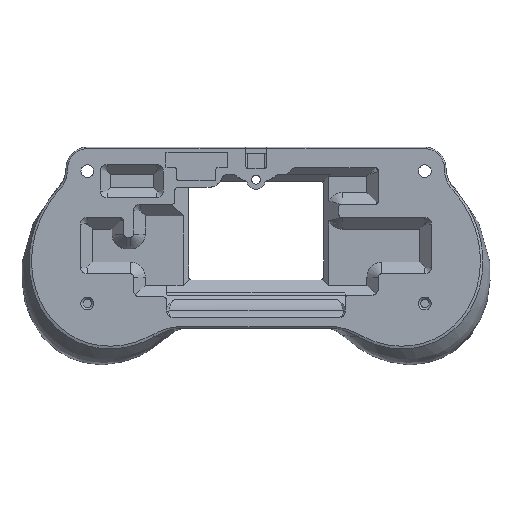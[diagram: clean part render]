
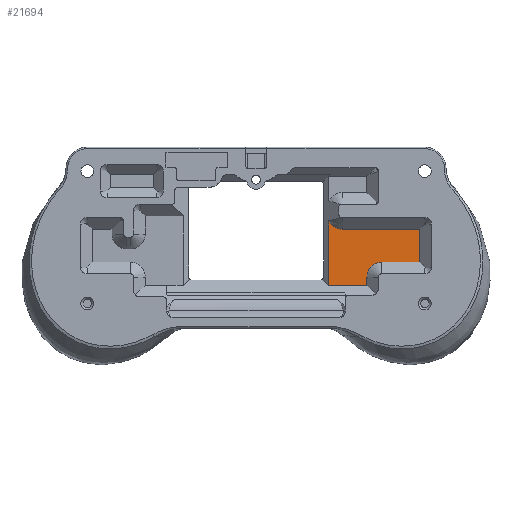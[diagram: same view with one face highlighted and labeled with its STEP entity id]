
A CAD part, top view. The second image highlights one B-rep face of the part: STEP entity #21694.
In plain terms, the highlighted planar face has unit normal (0, 0, 1).
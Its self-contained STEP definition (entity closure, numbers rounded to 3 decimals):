
#2678=CIRCLE('',#22295,4.5);
#2682=CIRCLE('',#22306,4.5);
#3789=FACE_OUTER_BOUND('',#5028,.T.);
#5028=EDGE_LOOP('',(#18905,#18906,#18907,#18908,#18909,#18910,#18911,#18912));
#6497=LINE('',#43180,#7935);
#6498=LINE('',#43182,#7936);
#6499=LINE('',#43184,#7937);
#6500=LINE('',#43188,#7938);
#6501=LINE('',#43190,#7939);
#6502=LINE('',#43191,#7940);
#7935=VECTOR('',#24314,10.);
#7936=VECTOR('',#24315,10.);
#7937=VECTOR('',#24316,10.);
#7938=VECTOR('',#24319,10.);
#7939=VECTOR('',#24320,10.);
#7940=VECTOR('',#24321,10.);
#10074=VERTEX_POINT('',#43150);
#10075=VERTEX_POINT('',#43154);
#10081=VERTEX_POINT('',#43179);
#10082=VERTEX_POINT('',#43181);
#10083=VERTEX_POINT('',#43183);
#10084=VERTEX_POINT('',#43185);
#10085=VERTEX_POINT('',#43187);
#10086=VERTEX_POINT('',#43189);
#13114=EDGE_CURVE('',#10074,#10075,#2678,.T.);
#13126=EDGE_CURVE('',#10081,#10074,#6497,.T.);
#13127=EDGE_CURVE('',#10081,#10082,#6498,.F.);
#13128=EDGE_CURVE('',#10083,#10082,#6499,.T.);
#13129=EDGE_CURVE('',#10084,#10083,#2682,.T.);
#13130=EDGE_CURVE('',#10085,#10084,#6500,.T.);
#13131=EDGE_CURVE('',#10086,#10085,#6501,.T.);
#13132=EDGE_CURVE('',#10075,#10086,#6502,.T.);
#18905=ORIENTED_EDGE('',*,*,#13114,.F.);
#18906=ORIENTED_EDGE('',*,*,#13126,.F.);
#18907=ORIENTED_EDGE('',*,*,#13127,.T.);
#18908=ORIENTED_EDGE('',*,*,#13128,.F.);
#18909=ORIENTED_EDGE('',*,*,#13129,.F.);
#18910=ORIENTED_EDGE('',*,*,#13130,.F.);
#18911=ORIENTED_EDGE('',*,*,#13131,.F.);
#18912=ORIENTED_EDGE('',*,*,#13132,.F.);
#20697=PLANE('',#22305);
#21694=ADVANCED_FACE('',(#3789),#20697,.T.);
#22295=AXIS2_PLACEMENT_3D('',#43155,#24287,#24288);
#22305=AXIS2_PLACEMENT_3D('',#43178,#24312,#24313);
#22306=AXIS2_PLACEMENT_3D('',#43186,#24317,#24318);
#24287=DIRECTION('center_axis',(0.,0.,1.));
#24288=DIRECTION('ref_axis',(-1.,0.,0.));
#24312=DIRECTION('center_axis',(0.,0.,1.));
#24313=DIRECTION('ref_axis',(-1.,0.,0.));
#24314=DIRECTION('',(0.,1.,0.));
#24315=DIRECTION('',(-1.,0.,0.));
#24316=DIRECTION('',(0.,-1.,0.));
#24317=DIRECTION('center_axis',(0.,0.,1.));
#24318=DIRECTION('ref_axis',(-0.707,0.707,0.));
#24319=DIRECTION('',(-1.,0.,0.));
#24320=DIRECTION('',(0.,-1.,0.));
#24321=DIRECTION('',(1.,0.,0.));
#43150=CARTESIAN_POINT('',(21.99,-20.042,-8.9));
#43154=CARTESIAN_POINT('',(26.,-22.5,-8.9));
#43155=CARTESIAN_POINT('Origin',(26.,-18.,-8.9));
#43178=CARTESIAN_POINT('Origin',(26.695,-37.549,-8.9));
#43179=CARTESIAN_POINT('',(21.99,-39.5,-8.9));
#43180=CARTESIAN_POINT('',(21.99,-34.716,-8.9));
#43181=CARTESIAN_POINT('',(33.5,-39.5,-8.9));
#43182=CARTESIAN_POINT('',(3.603,-39.5,-8.9));
#43183=CARTESIAN_POINT('',(33.5,-37.,-8.9));
#43184=CARTESIAN_POINT('',(33.5,-37.275,-8.9));
#43185=CARTESIAN_POINT('',(38.,-32.5,-8.9));
#43186=CARTESIAN_POINT('Origin',(38.,-37.,-8.9));
#43187=CARTESIAN_POINT('',(49.5,-32.5,-8.9));
#43188=CARTESIAN_POINT('',(38.848,-32.5,-8.9));
#43189=CARTESIAN_POINT('',(49.5,-22.5,-8.9));
#43190=CARTESIAN_POINT('',(49.5,-29.275,-8.9));
#43191=CARTESIAN_POINT('',(31.848,-22.5,-8.9));
